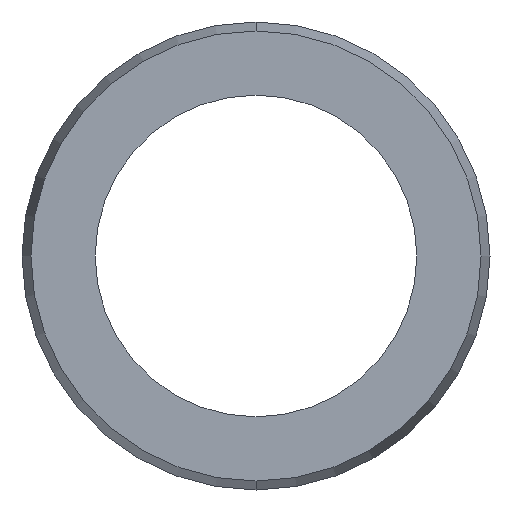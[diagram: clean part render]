
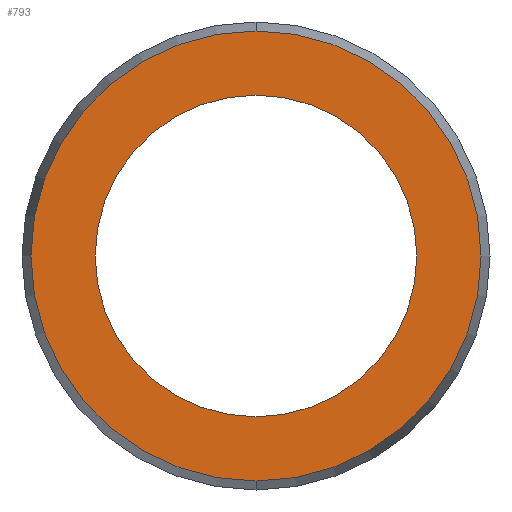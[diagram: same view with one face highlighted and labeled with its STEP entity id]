
A CAD part, left-side view. The second image highlights one B-rep face of the part: STEP entity #793.
In plain terms, the highlighted planar face has unit normal (-1, 0, 0).
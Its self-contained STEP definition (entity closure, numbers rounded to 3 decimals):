
#6 = DIRECTION ( 'NONE',  ( 1., 0., 0. ) ) ;
#39 = CIRCLE ( 'NONE', #580, 19.25 ) ;
#50 = ORIENTED_EDGE ( 'NONE', *, *, #296, .T. ) ;
#69 = CARTESIAN_POINT ( 'NONE',  ( 0., 0., 0. ) ) ;
#139 = CARTESIAN_POINT ( 'NONE',  ( 0., 0., 0. ) ) ;
#156 = CARTESIAN_POINT ( 'NONE',  ( 0., 0., -26.928 ) ) ;
#182 = EDGE_CURVE ( 'NONE', #1280, #592, #666, .T. ) ;
#195 = AXIS2_PLACEMENT_3D ( 'NONE', #69, #489, #604 ) ;
#212 = CARTESIAN_POINT ( 'NONE',  ( 0., 0., 19.25 ) ) ;
#239 = CARTESIAN_POINT ( 'NONE',  ( 0., 0., 0. ) ) ;
#296 = EDGE_CURVE ( 'NONE', #1227, #1189, #624, .T. ) ;
#361 = EDGE_CURVE ( 'NONE', #592, #1280, #39, .T. ) ;
#362 = CIRCLE ( 'NONE', #943, 26.928 ) ;
#363 = CARTESIAN_POINT ( 'NONE',  ( 0., 0., -19.25 ) ) ;
#387 = CARTESIAN_POINT ( 'NONE',  ( 0., 0., 0. ) ) ;
#410 = ORIENTED_EDGE ( 'NONE', *, *, #591, .T. ) ;
#412 = DIRECTION ( 'NONE',  ( 0., 0., 1. ) ) ;
#417 = EDGE_LOOP ( 'NONE', ( #410, #50 ) ) ;
#420 = DIRECTION ( 'NONE',  ( -1., 0., 0. ) ) ;
#489 = DIRECTION ( 'NONE',  ( -1., 0., 0. ) ) ;
#523 = DIRECTION ( 'NONE',  ( 0., 0., -1. ) ) ;
#528 = FACE_OUTER_BOUND ( 'NONE', #417, .T. ) ;
#529 = DIRECTION ( 'NONE',  ( 0., 0., 1. ) ) ;
#538 = FACE_BOUND ( 'NONE', #556, .T. ) ;
#556 = EDGE_LOOP ( 'NONE', ( #1160, #1221 ) ) ;
#580 = AXIS2_PLACEMENT_3D ( 'NONE', #139, #420, #529 ) ;
#582 = CARTESIAN_POINT ( 'NONE',  ( 0., 0., 26.928 ) ) ;
#591 = EDGE_CURVE ( 'NONE', #1189, #1227, #362, .T. ) ;
#592 = VERTEX_POINT ( 'NONE', #212 ) ;
#604 = DIRECTION ( 'NONE',  ( 0., 0., 1. ) ) ;
#624 = CIRCLE ( 'NONE', #1157, 26.928 ) ;
#640 = CARTESIAN_POINT ( 'NONE',  ( 0., 26.928, 0. ) ) ;
#656 = DIRECTION ( 'NONE',  ( 0., 0., 1. ) ) ;
#666 = CIRCLE ( 'NONE', #195, 19.25 ) ;
#746 = AXIS2_PLACEMENT_3D ( 'NONE', #640, #6, #523 ) ;
#753 = DIRECTION ( 'NONE',  ( -1., 0., 0. ) ) ;
#793 = ADVANCED_FACE ( 'NONE', ( #538, #528 ), #833, .F. ) ;
#833 = PLANE ( 'NONE',  #746 ) ;
#919 = DIRECTION ( 'NONE',  ( -1., 0., 0. ) ) ;
#943 = AXIS2_PLACEMENT_3D ( 'NONE', #387, #919, #412 ) ;
#1157 = AXIS2_PLACEMENT_3D ( 'NONE', #239, #753, #656 ) ;
#1160 = ORIENTED_EDGE ( 'NONE', *, *, #361, .F. ) ;
#1189 = VERTEX_POINT ( 'NONE', #156 ) ;
#1221 = ORIENTED_EDGE ( 'NONE', *, *, #182, .F. ) ;
#1227 = VERTEX_POINT ( 'NONE', #582 ) ;
#1280 = VERTEX_POINT ( 'NONE', #363 ) ;
